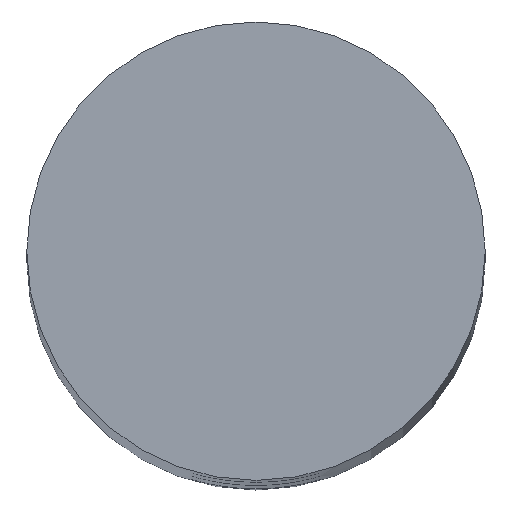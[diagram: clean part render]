
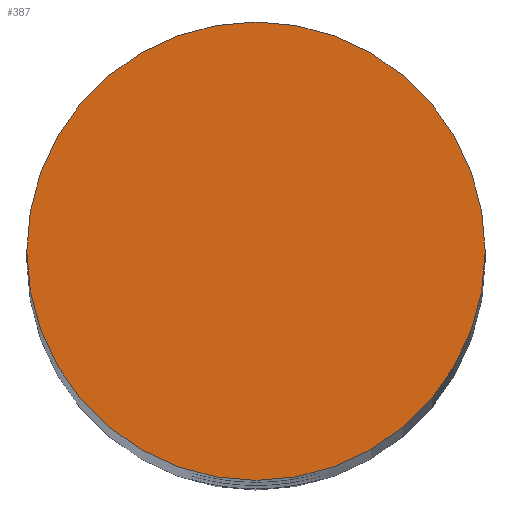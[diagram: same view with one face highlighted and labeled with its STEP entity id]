
A CAD part, top view. The second image highlights one B-rep face of the part: STEP entity #387.
In plain terms, the highlighted planar face has unit normal (0, 0, 1).
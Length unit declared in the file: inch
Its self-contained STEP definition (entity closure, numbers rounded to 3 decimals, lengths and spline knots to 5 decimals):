
#31 = DIRECTION ( 'NONE',  ( 1., 0., 0. ) ) ;
#167 = EDGE_CURVE ( 'NONE', #716, #1156, #495, .T. ) ;
#306 = AXIS2_PLACEMENT_3D ( 'NONE', #1347, #1439, #336 ) ;
#336 = DIRECTION ( 'NONE',  ( 1., 0., 0. ) ) ;
#344 = DIRECTION ( 'NONE',  ( 1., 0., 0. ) ) ;
#387 = ADVANCED_FACE ( 'NONE', ( #901 ), #1235, .T. ) ;
#472 = CARTESIAN_POINT ( 'NONE',  ( 1., 3.25, 0. ) ) ;
#495 = CIRCLE ( 'NONE', #981, 1. ) ;
#543 = CIRCLE ( 'NONE', #306, 1. ) ;
#633 = CARTESIAN_POINT ( 'NONE',  ( 0., 3.25, 0. ) ) ;
#716 = VERTEX_POINT ( 'NONE', #1163 ) ;
#825 = ORIENTED_EDGE ( 'NONE', *, *, #167, .T. ) ;
#852 = DIRECTION ( 'NONE',  ( 0., 0., 1. ) ) ;
#901 = FACE_OUTER_BOUND ( 'NONE', #1095, .T. ) ;
#981 = AXIS2_PLACEMENT_3D ( 'NONE', #1018, #1261, #344 ) ;
#1018 = CARTESIAN_POINT ( 'NONE',  ( 0., 3.25, 0. ) ) ;
#1075 = ORIENTED_EDGE ( 'NONE', *, *, #1425, .T. ) ;
#1095 = EDGE_LOOP ( 'NONE', ( #1075, #825 ) ) ;
#1156 = VERTEX_POINT ( 'NONE', #472 ) ;
#1163 = CARTESIAN_POINT ( 'NONE',  ( -1., 3.25, 0. ) ) ;
#1235 = PLANE ( 'NONE',  #1342 ) ;
#1261 = DIRECTION ( 'NONE',  ( 0., 0., 1. ) ) ;
#1342 = AXIS2_PLACEMENT_3D ( 'NONE', #633, #852, #31 ) ;
#1347 = CARTESIAN_POINT ( 'NONE',  ( 0., 3.25, 0. ) ) ;
#1425 = EDGE_CURVE ( 'NONE', #1156, #716, #543, .T. ) ;
#1439 = DIRECTION ( 'NONE',  ( 0., 0., 1. ) ) ;
